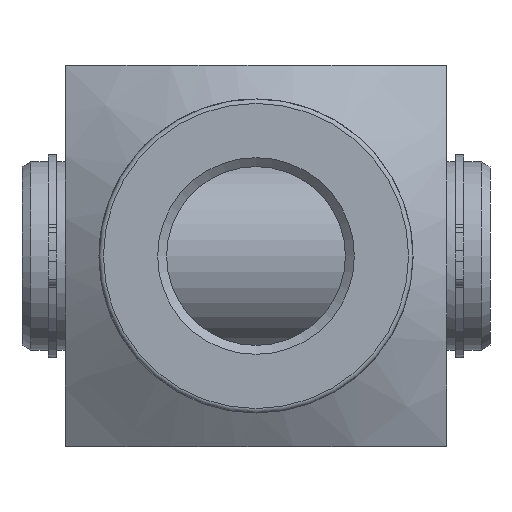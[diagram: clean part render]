
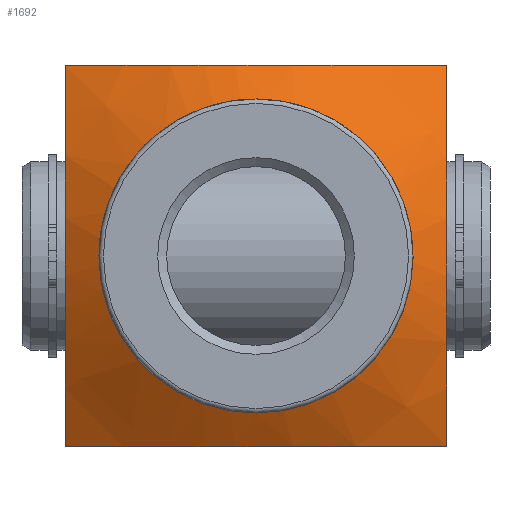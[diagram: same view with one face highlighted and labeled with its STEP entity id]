
A CAD part, front view. The second image highlights one B-rep face of the part: STEP entity #1692.
In plain terms, the highlighted conical face has half-angle 60 degrees and reference radius 84.75 mm.
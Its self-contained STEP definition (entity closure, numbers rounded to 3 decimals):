
#1516=CARTESIAN_POINT('',(42.5,77.994,-42.5));
#1517=VERTEX_POINT('',#1516);
#1524=CARTESIAN_POINT('',(-42.5,77.994,-42.5));
#1525=VERTEX_POINT('',#1524);
#1526=CARTESIAN_POINT('',(-299.174,217.755,-42.5));
#1527=CARTESIAN_POINT('',(0.0,46.744,-42.5));
#1528=CARTESIAN_POINT('',(299.174,217.755,-42.5));
#1536=(BOUNDED_CURVE()B_SPLINE_CURVE(2,(#1526,#1527,#1528),.UNSPECIFIED.,.F.,.U.)B_SPLINE_CURVE_WITH_KNOTS((3,3),(0.0,66.928),.UNSPECIFIED.)CURVE()GEOMETRIC_REPRESENTATION_ITEM()RATIONAL_B_SPLINE_CURVE((1.0,7.11,1.0))REPRESENTATION_ITEM(''));
#1537=EDGE_CURVE('',#1517,#1525,#1536,.F.);
#1567=CARTESIAN_POINT('',(-42.5,77.994,42.5));
#1568=VERTEX_POINT('',#1567);
#1569=CARTESIAN_POINT('',(-42.5,227.774,-316.692));
#1570=CARTESIAN_POINT('',(-42.5,46.556,0.0));
#1571=CARTESIAN_POINT('',(-42.5,227.774,316.692));
#1579=(BOUNDED_CURVE()B_SPLINE_CURVE(2,(#1569,#1570,#1571),.UNSPECIFIED.,.F.,.U.)B_SPLINE_CURVE_WITH_KNOTS((3,3),(0.0,70.958),.UNSPECIFIED.)CURVE()GEOMETRIC_REPRESENTATION_ITEM()RATIONAL_B_SPLINE_CURVE((1.0,7.518,1.0))REPRESENTATION_ITEM(''));
#1580=EDGE_CURVE('',#1525,#1568,#1579,.T.);
#1644=CARTESIAN_POINT('',(0.0,92.223,0.0));
#1645=DIRECTION('',(0.0,1.0,0.0));
#1646=DIRECTION('',(0.0,0.0,1.0));
#1647=AXIS2_PLACEMENT_3D('',#1644,#1645,#1646);
#1648=CONICAL_SURFACE('',#1647,84.75,60.);
#1649=CARTESIAN_POINT('',(42.5,77.994,42.5));
#1650=VERTEX_POINT('',#1649);
#1651=CARTESIAN_POINT('',(-299.174,217.755,42.5));
#1652=CARTESIAN_POINT('',(0.0,46.744,42.5));
#1653=CARTESIAN_POINT('',(299.174,217.755,42.5));
#1661=(BOUNDED_CURVE()B_SPLINE_CURVE(2,(#1651,#1652,#1653),.UNSPECIFIED.,.F.,.U.)B_SPLINE_CURVE_WITH_KNOTS((3,3),(0.0,66.928),.UNSPECIFIED.)CURVE()GEOMETRIC_REPRESENTATION_ITEM()RATIONAL_B_SPLINE_CURVE((1.0,7.11,1.0))REPRESENTATION_ITEM(''));
#1662=EDGE_CURVE('',#1568,#1650,#1661,.T.);
#1663=ORIENTED_EDGE('',*,*,#1662,.F.);
#1664=ORIENTED_EDGE('',*,*,#1580,.F.);
#1665=ORIENTED_EDGE('',*,*,#1537,.F.);
#1666=CARTESIAN_POINT('',(42.5,220.587,-304.128));
#1667=CARTESIAN_POINT('',(42.5,46.689,0.0));
#1668=CARTESIAN_POINT('',(42.5,220.587,304.128));
#1676=(BOUNDED_CURVE()B_SPLINE_CURVE(2,(#1666,#1667,#1668),.UNSPECIFIED.,.F.,.U.)B_SPLINE_CURVE_WITH_KNOTS((3,3),(0.0,68.067),.UNSPECIFIED.)CURVE()GEOMETRIC_REPRESENTATION_ITEM()RATIONAL_B_SPLINE_CURVE((1.0,7.225,1.0))REPRESENTATION_ITEM(''));
#1677=EDGE_CURVE('',#1650,#1517,#1676,.F.);
#1678=ORIENTED_EDGE('',*,*,#1677,.F.);
#1679=EDGE_LOOP('',(#1663,#1664,#1665,#1678));
#1680=FACE_OUTER_BOUND('',#1679,.T.);
#1681=CARTESIAN_POINT('',(0.0,63.5,-35.0));
#1682=VERTEX_POINT('',#1681);
#1683=CARTESIAN_POINT('',(0.0,63.5,0.0));
#1684=DIRECTION('',(0.0,-1.0,0.0));
#1685=DIRECTION('',(0.0,0.0,-1.0));
#1686=AXIS2_PLACEMENT_3D('',#1683,#1684,#1685);
#1687=CIRCLE('',#1686,35.0);
#1688=EDGE_CURVE('',#1682,#1682,#1687,.T.);
#1689=ORIENTED_EDGE('',*,*,#1688,.F.);
#1690=EDGE_LOOP('',(#1689));
#1691=FACE_BOUND('',#1690,.T.);
#1692=ADVANCED_FACE('',(#1680,#1691),#1648,.T.);
